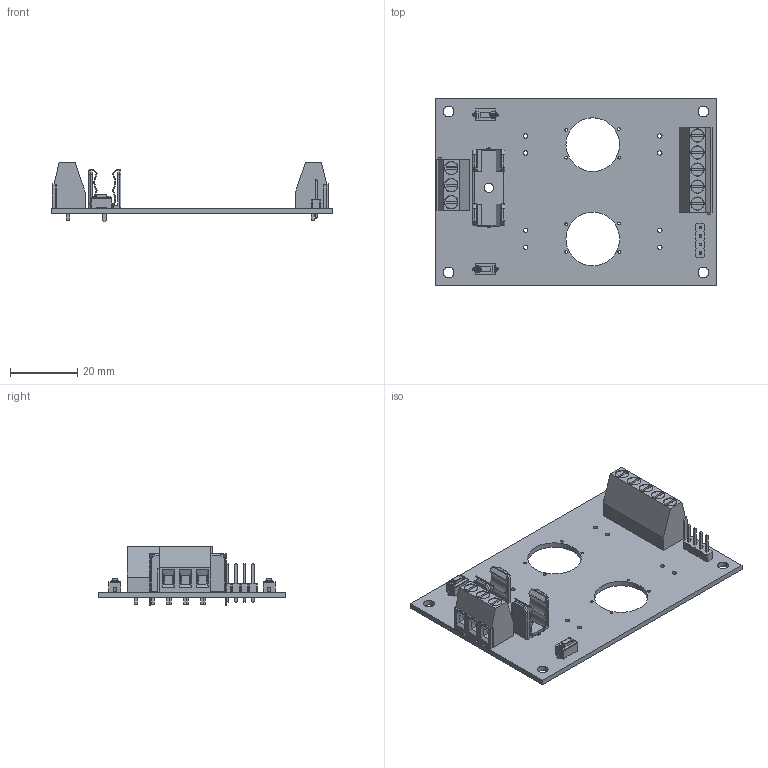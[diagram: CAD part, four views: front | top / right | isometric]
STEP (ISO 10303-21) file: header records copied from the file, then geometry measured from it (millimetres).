
FILE_DESCRIPTION(('KiCad electronic assembly'),'2;1');
FILE_NAME('double-dimmer.step','2024-09-06T13:17:40',('Pcbnew'),('Kicad' ),'Open CASCADE STEP processor 7.7','KiCad to STEP converter', 'Unknown');
FILE_SCHEMA(('AUTOMOTIVE_DESIGN { 1 0 10303 214 1 1 1 1 }'));
Length unit declared in the file: millimetre
Products named in the file (12): double-dimmer 1; pts636; PTS636 SM43J SMTR LFS; Fuseholder_Cylinder-5x20mm_Schurter_0031_8201_Horizontal_Open; A_Schurter_0031_8201; TerminalBlock_Phoenix_MKDS-1,5-5-5.08_1x05_P5.08mm_Horizontal; TerminalBlock_Phoenix_MKDS_15_5_508_1x05_P508mm_Horizontal; PinHeader_1x04_P2.54mm_Vertical; PinHeader_1x04_P254mm_Vertical; TerminalBlock_Phoenix_MKDS-1,5-3-5.08_1x03_P5.08mm_Horizontal; TerminalBlock_Phoenix_MKDS_15_3_508_1x03_P508mm_Horizontal; double-dimmer PCB
Assembly tree (12 placements, depth 3):
  double-dimmer 1
    pts636  x2
      PTS636 SM43J SMTR LFS
    Fuseholder_Cylinder-5x20mm_Schurter_0031_8201_Horizontal_Open
      A_Schurter_0031_8201
    TerminalBlock_Phoenix_MKDS-1,5-5-5.08_1x05_P5.08mm_Horizontal
      TerminalBlock_Phoenix_MKDS_15_5_508_1x05_P508mm_Horizontal
    PinHeader_1x04_P2.54mm_Vertical
      PinHeader_1x04_P254mm_Vertical
    TerminalBlock_Phoenix_MKDS-1,5-3-5.08_1x03_P5.08mm_Horizontal
      TerminalBlock_Phoenix_MKDS_15_3_508_1x03_P508mm_Horizontal
    double-dimmer PCB
Bounding box: 84 x 56 x 17.8 mm (x, y, z)
Volume: 11612.9 mm3; surface area: 16492.2 mm2
Topology: 13 solids, 13 shells, 774 faces, 1953 edges, 1220 vertices
Faces by surface type: plane 566, cylinder 160, bspline 32, sphere 16
Full cylindrical faces by diameter (mm): 0.002 x1, 0.8 x8, 1 x4, 1.2 x4, 1.3 x18, 2.7 x2, 3.2 x4, 3.8 x8, 4 x8, 16 x2
Entity records: 48563 total; most frequent: CARTESIAN_POINT 9679, DIRECTION 6513, LINE 4269, VECTOR 4269, ORIENTED_EDGE 3438, PCURVE 3438, DEFINITIONAL_REPRESENTATION 3438, EDGE_CURVE 1719
